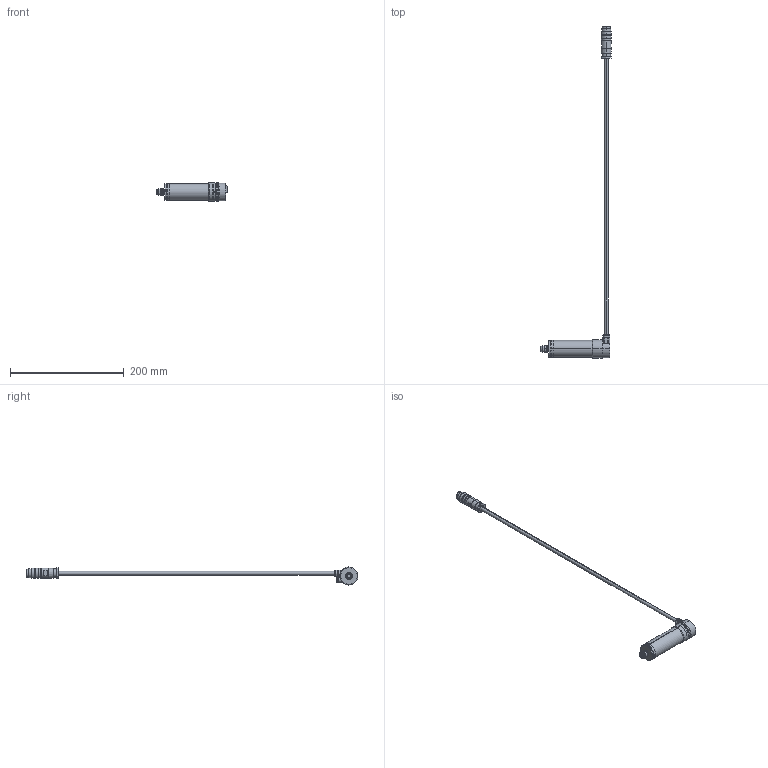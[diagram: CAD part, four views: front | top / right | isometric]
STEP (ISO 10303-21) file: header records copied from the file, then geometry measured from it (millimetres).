
FILE_DESCRIPTION (( 'STEP AP203' ), '1' );
FILE_NAME ('【STEP】EA1414-0001_BM-3030RA.STEP', '2025-03-14T02:24:17', ( '' ), ( '' ), 'SwSTEP 2.0', 'SolidWorks 2021', '' );
FILE_SCHEMA (( 'CONFIG_CONTROL_DESIGN' ));
Length unit declared in the file: millimetre
Products named in the file (1): 【STEP】EA1414-0001_BM-3030RA
Bounding box: 124.65 x 584.4 x 32 mm (x, y, z)
Volume: 47028.5 mm3; surface area: 46689.8 mm2
Topology: 21 solids, 21 shells, 624 faces, 1365 edges, 836 vertices
Faces by surface type: cylinder 230, plane 182, cone 160, torus 48, bspline 4
Entity records: 17837 total; most frequent: CARTESIAN_POINT 3610, DIRECTION 3246, ORIENTED_EDGE 2722, EDGE_CURVE 1361, AXIS2_PLACEMENT_3D 1348, VERTEX_POINT 836, CIRCLE 727, EDGE_LOOP 721
